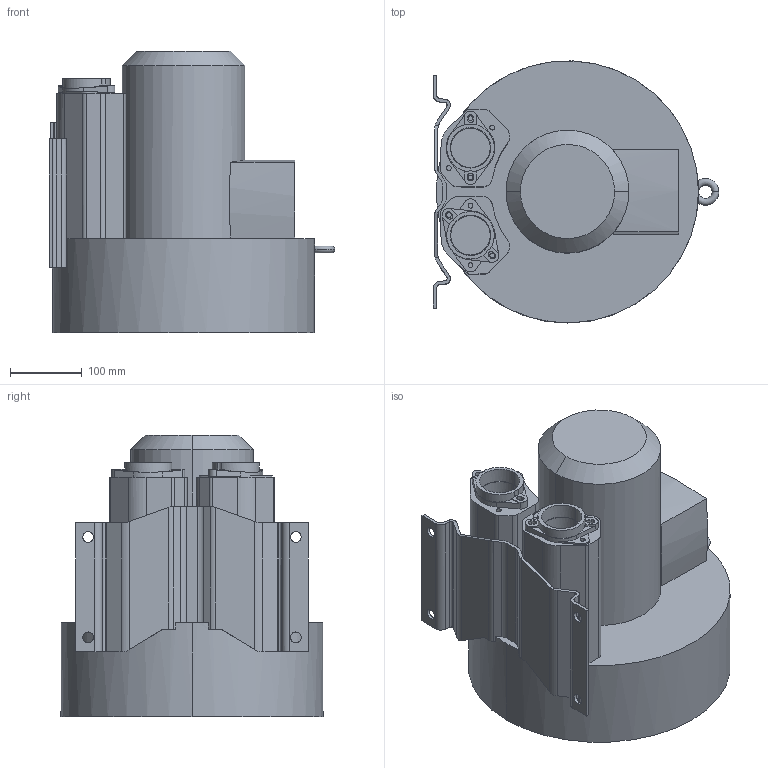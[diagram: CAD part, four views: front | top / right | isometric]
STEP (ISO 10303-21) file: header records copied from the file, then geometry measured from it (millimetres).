
FILE_DESCRIPTION (( 'STEP AP203' ), '1' );
FILE_NAME ('2RB630-1AQ06.STEP', '2025-05-12T05:15:46', ( '' ), ( '' ), 'SwSTEP 2.0', 'SolidWorks 2021', '' );
FILE_SCHEMA (( 'CONFIG_CONTROL_DESIGN' ));
Length unit declared in the file: millimetre
Products named in the file (1): 2RB630-1AQ06
Bounding box: 398.75 x 365.8 x 392.5 mm (x, y, z)
Volume: 24120591.9 mm3; surface area: 819156.8 mm2
Topology: 1 solids, 1 shells, 247 faces, 766 edges, 539 vertices
Faces by surface type: cylinder 121, plane 116, torus 4, bspline 4, cone 2
Entity records: 16046 total; most frequent: CARTESIAN_POINT 9650, ORIENTED_EDGE 1532, DIRECTION 997, EDGE_CURVE 766, VERTEX_POINT 539, VECTOR 345, LINE 345, B_SPLINE_CURVE_WITH_KNOTS 331
